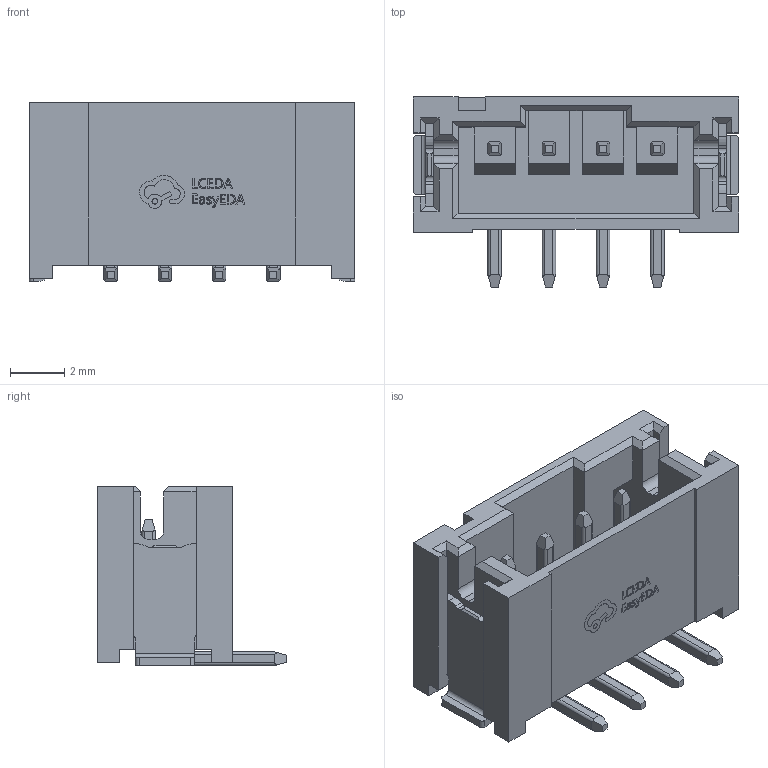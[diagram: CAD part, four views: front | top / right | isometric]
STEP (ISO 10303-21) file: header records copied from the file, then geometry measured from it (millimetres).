
FILE_DESCRIPTION (( 'STEP AP214' ), '1' );
FILE_NAME ('CONN-SMD_B4B-PH-SM4-TBT-LF-SN.step', '2025-01-10T09:23:20', ( '' ), ( '' ), 'SwSTEP 2.0', 'SolidWorks 2021', '' );
FILE_SCHEMA (( 'AUTOMOTIVE_DESIGN' ));
Length unit declared in the file: millimetre
Products named in the file (1): CONN-SMD_B4B-PH-SM4-TBT-LF-SN
Bounding box: 12 x 7 x 6.6 mm (x, y, z)
Volume: 182.2 mm3; surface area: 630.9 mm2
Topology: 3 solids, 3 shells, 551 faces, 1521 edges, 1000 vertices
Faces by surface type: plane 373, bspline 98, cylinder 64, torus 16
Entity records: 23980 total; most frequent: CARTESIAN_POINT 4595, ORIENTED_EDGE 3042, DIRECTION 2285, EDGE_CURVE 1521, LINE 1121, VECTOR 1121, VERTEX_POINT 1000, AXIS2_PLACEMENT_3D 582
